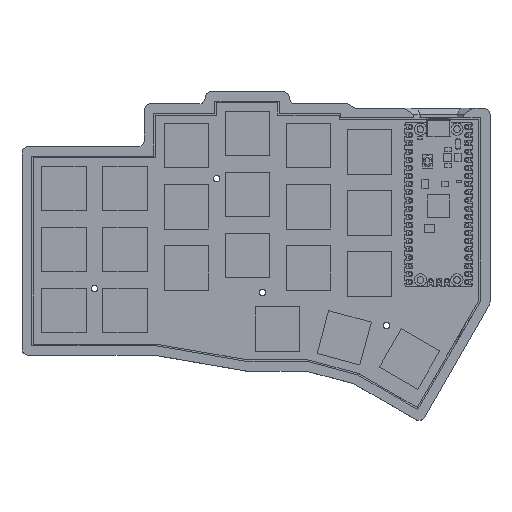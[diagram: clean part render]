
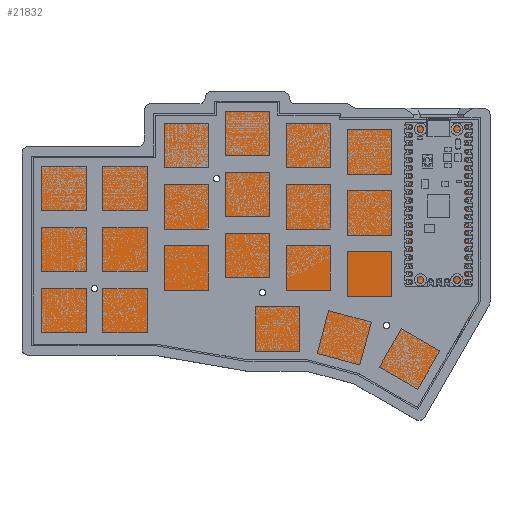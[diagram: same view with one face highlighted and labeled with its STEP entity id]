
A CAD part, top view. The second image highlights one B-rep face of the part: STEP entity #21832.
In plain terms, the highlighted planar face has unit normal (0, 0, 1).
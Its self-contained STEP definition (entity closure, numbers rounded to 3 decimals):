
#867=CIRCLE('',#23612,1.);
#869=CIRCLE('',#23616,1.);
#871=CIRCLE('',#23620,1.);
#873=CIRCLE('',#23624,1.);
#875=CIRCLE('',#23628,1.);
#1220=FACE_BOUND('',#3372,.T.);
#1221=FACE_BOUND('',#3373,.T.);
#1222=FACE_BOUND('',#3374,.T.);
#1223=FACE_BOUND('',#3375,.T.);
#1224=FACE_BOUND('',#3376,.T.);
#2066=FACE_OUTER_BOUND('',#3371,.T.);
#3371=EDGE_LOOP('',(#18452,#18453,#18454,#18455,#18456,#18457,#18458,#18459,
#18460,#18461,#18462,#18463,#18464,#18465,#18466,#18467,#18468));
#3372=EDGE_LOOP('',(#18469));
#3373=EDGE_LOOP('',(#18470));
#3374=EDGE_LOOP('',(#18471));
#3375=EDGE_LOOP('',(#18472));
#3376=EDGE_LOOP('',(#18473));
#5490=LINE('',#34861,#7973);
#5494=LINE('',#34869,#7977);
#5497=LINE('',#34875,#7980);
#5500=LINE('',#34881,#7983);
#5503=LINE('',#34887,#7986);
#5506=LINE('',#34893,#7989);
#5509=LINE('',#34899,#7992);
#5512=LINE('',#34905,#7995);
#5515=LINE('',#34911,#7998);
#5518=LINE('',#34917,#8001);
#5521=LINE('',#34923,#8004);
#5524=LINE('',#34929,#8007);
#5527=LINE('',#34935,#8010);
#5530=LINE('',#34941,#8013);
#5533=LINE('',#34947,#8016);
#5536=LINE('',#34953,#8019);
#5539=LINE('',#34958,#8022);
#7973=VECTOR('',#28429,10.);
#7977=VECTOR('',#28435,10.);
#7980=VECTOR('',#28440,10.);
#7983=VECTOR('',#28445,10.);
#7986=VECTOR('',#28450,10.);
#7989=VECTOR('',#28455,10.);
#7992=VECTOR('',#28460,10.);
#7995=VECTOR('',#28465,10.);
#7998=VECTOR('',#28470,10.);
#8001=VECTOR('',#28475,10.);
#8004=VECTOR('',#28480,10.);
#8007=VECTOR('',#28485,10.);
#8010=VECTOR('',#28490,10.);
#8013=VECTOR('',#28495,10.);
#8016=VECTOR('',#28500,10.);
#8019=VECTOR('',#28505,10.);
#8022=VECTOR('',#28510,10.);
#10168=VERTEX_POINT('',#34823);
#10170=VERTEX_POINT('',#34831);
#10172=VERTEX_POINT('',#34839);
#10174=VERTEX_POINT('',#34847);
#10176=VERTEX_POINT('',#34855);
#10177=VERTEX_POINT('',#34859);
#10178=VERTEX_POINT('',#34860);
#10181=VERTEX_POINT('',#34868);
#10183=VERTEX_POINT('',#34874);
#10185=VERTEX_POINT('',#34880);
#10187=VERTEX_POINT('',#34886);
#10189=VERTEX_POINT('',#34892);
#10191=VERTEX_POINT('',#34898);
#10193=VERTEX_POINT('',#34904);
#10195=VERTEX_POINT('',#34910);
#10197=VERTEX_POINT('',#34916);
#10199=VERTEX_POINT('',#34922);
#10201=VERTEX_POINT('',#34928);
#10203=VERTEX_POINT('',#34934);
#10205=VERTEX_POINT('',#34940);
#10207=VERTEX_POINT('',#34946);
#10209=VERTEX_POINT('',#34952);
#12972=EDGE_CURVE('',#10168,#10168,#867,.T.);
#12976=EDGE_CURVE('',#10170,#10170,#869,.T.);
#12980=EDGE_CURVE('',#10172,#10172,#871,.T.);
#12984=EDGE_CURVE('',#10174,#10174,#873,.T.);
#12988=EDGE_CURVE('',#10176,#10176,#875,.T.);
#12989=EDGE_CURVE('',#10177,#10178,#5490,.T.);
#12993=EDGE_CURVE('',#10181,#10177,#5494,.T.);
#12996=EDGE_CURVE('',#10183,#10181,#5497,.T.);
#12999=EDGE_CURVE('',#10185,#10183,#5500,.T.);
#13002=EDGE_CURVE('',#10187,#10185,#5503,.T.);
#13005=EDGE_CURVE('',#10189,#10187,#5506,.T.);
#13008=EDGE_CURVE('',#10191,#10189,#5509,.T.);
#13011=EDGE_CURVE('',#10193,#10191,#5512,.T.);
#13014=EDGE_CURVE('',#10195,#10193,#5515,.T.);
#13017=EDGE_CURVE('',#10197,#10195,#5518,.T.);
#13020=EDGE_CURVE('',#10199,#10197,#5521,.T.);
#13023=EDGE_CURVE('',#10201,#10199,#5524,.T.);
#13026=EDGE_CURVE('',#10203,#10201,#5527,.T.);
#13029=EDGE_CURVE('',#10205,#10203,#5530,.T.);
#13032=EDGE_CURVE('',#10207,#10205,#5533,.T.);
#13035=EDGE_CURVE('',#10209,#10207,#5536,.T.);
#13038=EDGE_CURVE('',#10178,#10209,#5539,.T.);
#18452=ORIENTED_EDGE('',*,*,#13038,.F.);
#18453=ORIENTED_EDGE('',*,*,#12989,.F.);
#18454=ORIENTED_EDGE('',*,*,#12993,.F.);
#18455=ORIENTED_EDGE('',*,*,#12996,.F.);
#18456=ORIENTED_EDGE('',*,*,#12999,.F.);
#18457=ORIENTED_EDGE('',*,*,#13002,.F.);
#18458=ORIENTED_EDGE('',*,*,#13005,.F.);
#18459=ORIENTED_EDGE('',*,*,#13008,.F.);
#18460=ORIENTED_EDGE('',*,*,#13011,.F.);
#18461=ORIENTED_EDGE('',*,*,#13014,.F.);
#18462=ORIENTED_EDGE('',*,*,#13017,.F.);
#18463=ORIENTED_EDGE('',*,*,#13020,.F.);
#18464=ORIENTED_EDGE('',*,*,#13023,.F.);
#18465=ORIENTED_EDGE('',*,*,#13026,.F.);
#18466=ORIENTED_EDGE('',*,*,#13029,.F.);
#18467=ORIENTED_EDGE('',*,*,#13032,.F.);
#18468=ORIENTED_EDGE('',*,*,#13035,.F.);
#18469=ORIENTED_EDGE('',*,*,#12972,.T.);
#18470=ORIENTED_EDGE('',*,*,#12976,.T.);
#18471=ORIENTED_EDGE('',*,*,#12980,.T.);
#18472=ORIENTED_EDGE('',*,*,#12984,.T.);
#18473=ORIENTED_EDGE('',*,*,#12988,.T.);
#20787=PLANE('',#23647);
#21832=ADVANCED_FACE('',(#2066,#1220,#1221,#1222,#1223,#1224),#20787,.F.);
#23612=AXIS2_PLACEMENT_3D('',#34825,#28385,#28386);
#23616=AXIS2_PLACEMENT_3D('',#34833,#28395,#28396);
#23620=AXIS2_PLACEMENT_3D('',#34841,#28405,#28406);
#23624=AXIS2_PLACEMENT_3D('',#34849,#28415,#28416);
#23628=AXIS2_PLACEMENT_3D('',#34857,#28425,#28426);
#23647=AXIS2_PLACEMENT_3D('',#34961,#28514,#28515);
#28385=DIRECTION('center_axis',(0.,0.,-1.));
#28386=DIRECTION('ref_axis',(-1.,0.,0.));
#28395=DIRECTION('center_axis',(0.,0.,-1.));
#28396=DIRECTION('ref_axis',(-1.,0.,0.));
#28405=DIRECTION('center_axis',(0.,0.,-1.));
#28406=DIRECTION('ref_axis',(-1.,0.,0.));
#28415=DIRECTION('center_axis',(0.,0.,-1.));
#28416=DIRECTION('ref_axis',(-1.,0.,0.));
#28425=DIRECTION('center_axis',(0.,0.,-1.));
#28426=DIRECTION('ref_axis',(-1.,0.,0.));
#28429=DIRECTION('',(0.,1.,0.));
#28435=DIRECTION('',(-1.,0.,0.));
#28440=DIRECTION('',(-0.985,0.17,0.));
#28445=DIRECTION('',(-1.,0.,0.));
#28450=DIRECTION('',(-0.966,0.259,0.));
#28455=DIRECTION('',(-0.866,0.5,0.));
#28460=DIRECTION('',(-0.5,-0.866,0.));
#28465=DIRECTION('',(0.,-1.,0.));
#28470=DIRECTION('',(1.,0.,0.));
#28475=DIRECTION('',(0.,-1.,0.));
#28480=DIRECTION('',(1.,0.,0.));
#28485=DIRECTION('',(0.,-1.,0.));
#28490=DIRECTION('',(1.,0.,0.));
#28495=DIRECTION('',(0.,1.,0.));
#28500=DIRECTION('',(1.,0.,0.));
#28505=DIRECTION('',(0.,1.,0.));
#28510=DIRECTION('',(1.,0.,0.));
#28514=DIRECTION('center_axis',(0.,0.,-1.));
#28515=DIRECTION('ref_axis',(1.,0.,0.));
#34823=CARTESIAN_POINT('',(111.152,25.806,-9.));
#34825=CARTESIAN_POINT('Origin',(110.152,25.806,-9.));
#34831=CARTESIAN_POINT('',(58.244,71.575,-9.));
#34833=CARTESIAN_POINT('Origin',(57.244,71.575,-9.));
#34839=CARTESIAN_POINT('',(127.444,63.491,-9.));
#34841=CARTESIAN_POINT('Origin',(126.444,63.491,-9.));
#34847=CARTESIAN_POINT('',(72.532,36.101,-9.));
#34849=CARTESIAN_POINT('Origin',(71.532,36.101,-9.));
#34855=CARTESIAN_POINT('',(20.144,37.286,-9.));
#34857=CARTESIAN_POINT('Origin',(19.144,37.286,-9.));
#34859=CARTESIAN_POINT('',(-0.255,19.7,-9.));
#34860=CARTESIAN_POINT('',(-0.255,78.361,-9.));
#34861=CARTESIAN_POINT('',(-0.255,19.7,-9.));
#34868=CARTESIAN_POINT('',(38.219,19.7,-9.));
#34869=CARTESIAN_POINT('',(38.219,19.7,-9.));
#34874=CARTESIAN_POINT('',(66.694,14.795,-9.));
#34875=CARTESIAN_POINT('',(66.694,14.795,-9.));
#34880=CARTESIAN_POINT('',(85.526,14.795,-9.));
#34881=CARTESIAN_POINT('',(85.526,14.795,-9.));
#34886=CARTESIAN_POINT('',(101.284,10.572,-9.));
#34887=CARTESIAN_POINT('',(101.284,10.572,-9.));
#34892=CARTESIAN_POINT('',(119.839,-0.141,-9.));
#34893=CARTESIAN_POINT('',(119.839,-0.141,-9.));
#34898=CARTESIAN_POINT('',(139.244,33.47,-9.));
#34899=CARTESIAN_POINT('',(139.244,33.47,-9.));
#34904=CARTESIAN_POINT('',(139.244,90.291,-9.));
#34905=CARTESIAN_POINT('',(139.244,90.291,-9.));
#34910=CARTESIAN_POINT('',(95.694,90.291,-9.));
#34911=CARTESIAN_POINT('',(95.694,90.291,-9.));
#34916=CARTESIAN_POINT('',(95.694,91.695,-9.));
#34917=CARTESIAN_POINT('',(95.694,91.695,-9.));
#34922=CARTESIAN_POINT('',(76.644,91.695,-9.));
#34923=CARTESIAN_POINT('',(76.644,91.695,-9.));
#34928=CARTESIAN_POINT('',(76.644,95.505,-9.));
#34929=CARTESIAN_POINT('',(76.644,95.505,-9.));
#34934=CARTESIAN_POINT('',(56.895,95.505,-9.));
#34935=CARTESIAN_POINT('',(56.895,95.505,-9.));
#34940=CARTESIAN_POINT('',(56.895,91.695,-9.));
#34941=CARTESIAN_POINT('',(56.895,91.695,-9.));
#34946=CARTESIAN_POINT('',(37.845,91.695,-9.));
#34947=CARTESIAN_POINT('',(37.845,91.695,-9.));
#34952=CARTESIAN_POINT('',(37.845,78.361,-9.));
#34953=CARTESIAN_POINT('',(37.845,78.361,-9.));
#34958=CARTESIAN_POINT('',(-0.255,78.361,-9.));
#34961=CARTESIAN_POINT('Origin',(69.495,47.682,-9.));
